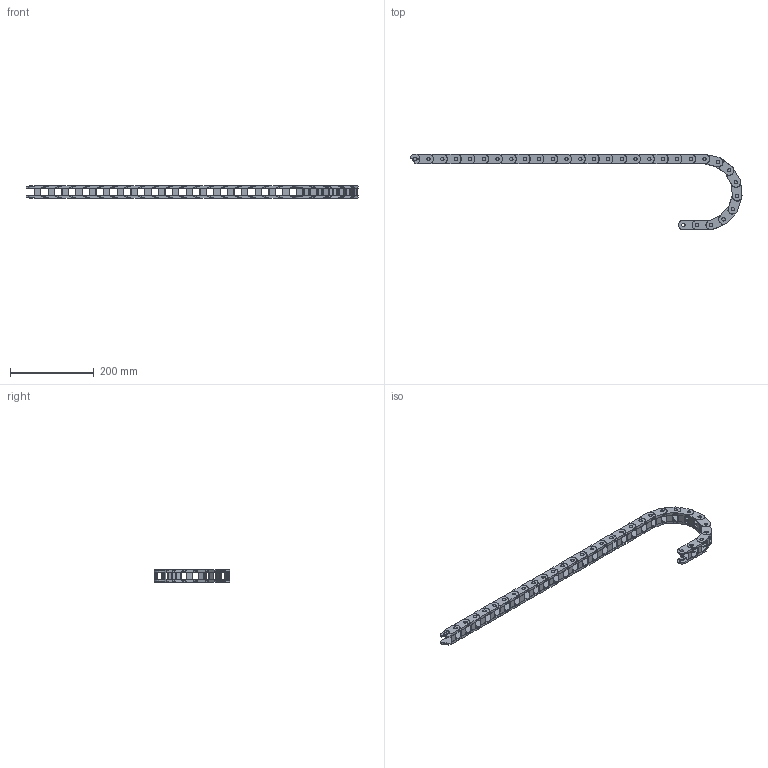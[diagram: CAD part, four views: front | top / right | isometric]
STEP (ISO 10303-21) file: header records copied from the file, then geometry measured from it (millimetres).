
FILE_DESCRIPTION (( 'STEP AP203' ), '1' );
FILE_NAME ('CDC-0.7X0.7R3.1N.step', '2024-04-17T14:35:19', ( '' ), ( '' ), 'SwSTEP 2.0', 'SolidWorks 2023', '' );
FILE_SCHEMA (( 'CONFIG_CONTROL_DESIGN' ));
Length unit declared in the file: inch
Products named in the file (1): CDC-0.7X0.7R3.1N
Bounding box: 793.89 x 180.72 x 31 mm (x, y, z)
Volume: 298198.1 mm3; surface area: 212462.6 mm2
Topology: 30 solids, 30 shells, 2790 faces, 7830 edges, 5220 vertices
Faces by surface type: plane 1530, cylinder 1260
Entity records: 91075 total; most frequent: DIRECTION 16172, CARTESIAN_POINT 15841, ORIENTED_EDGE 15660, EDGE_CURVE 7830, AXIS2_PLACEMENT_3D 5551, VERTEX_POINT 5220, VECTOR 5070, LINE 5070
